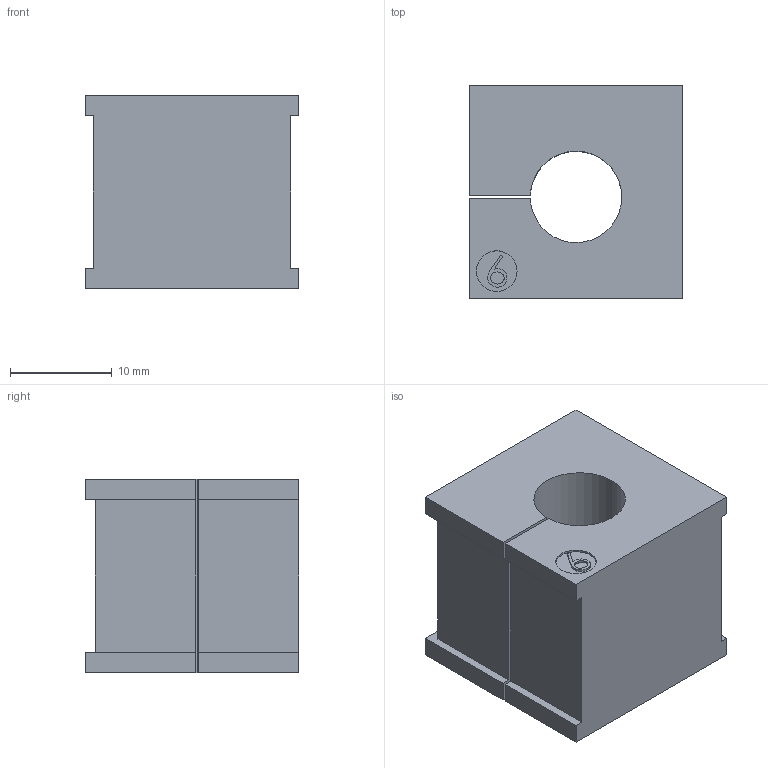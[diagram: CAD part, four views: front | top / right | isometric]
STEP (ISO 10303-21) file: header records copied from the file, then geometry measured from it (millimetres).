
FILE_DESCRIPTION(('STEP AP242'),'1');
FILE_NAME('41209.stp','2019-06-18T13:12:35',('TraceParts'),('TraceParts S.A.'),'Spatial InterOp 3D',' ',' ');
FILE_SCHEMA(('AP242_MANAGED_MODEL_BASED_3D_ENGINEERING_MIM_LF {1 0 10303 442 1 1 4}'));
Length unit declared in the file: millimetre
Products named in the file (1): 41209
Bounding box: 21 x 21 x 19 mm (x, y, z)
Volume: 6334.6 mm3; surface area: 3115.2 mm2
Topology: 1 solids, 1 shells, 43 faces, 111 edges, 74 vertices
Faces by surface type: plane 28, bspline 9, cylinder 6
Entity records: 1802 total; most frequent: CARTESIAN_POINT 782, ORIENTED_EDGE 222, DIRECTION 175, EDGE_CURVE 111, LINE 81, VECTOR 81, VERTEX_POINT 74, AXIS2_PLACEMENT_3D 47
